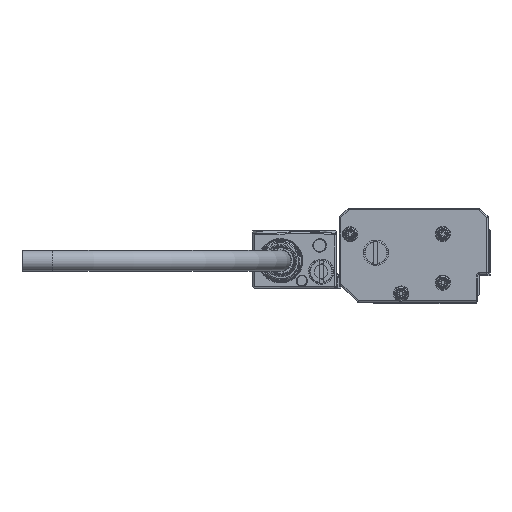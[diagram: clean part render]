
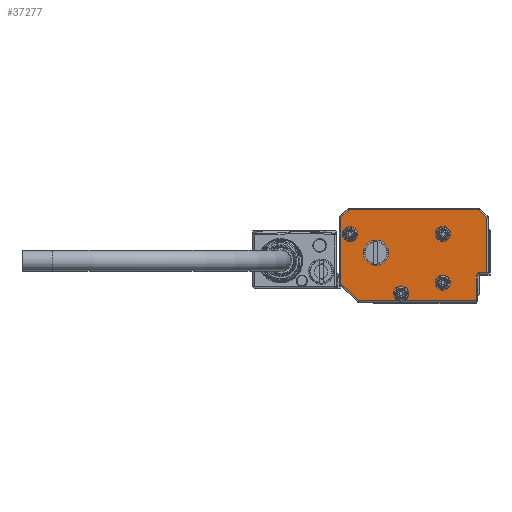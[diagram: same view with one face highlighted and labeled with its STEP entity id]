
A CAD part, left-side view. The second image highlights one B-rep face of the part: STEP entity #37277.
In plain terms, the highlighted planar face has unit normal (-1, 0, 0).
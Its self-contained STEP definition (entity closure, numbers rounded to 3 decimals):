
#37062=AXIS2_PLACEMENT_3D('Circle Axis2P3D',#37060,#37061,$) ;
#37090=AXIS2_PLACEMENT_3D('Circle Axis2P3D',#37088,#37089,$) ;
#37105=AXIS2_PLACEMENT_3D('Plane Axis2P3D',#37102,#37103,#37104) ;
#37109=AXIS2_PLACEMENT_3D('Circle Axis2P3D',#37107,#37108,$) ;
#37116=AXIS2_PLACEMENT_3D('Circle Axis2P3D',#37114,#37115,$) ;
#37123=AXIS2_PLACEMENT_3D('Circle Axis2P3D',#37121,#37122,$) ;
#37135=AXIS2_PLACEMENT_3D('Circle Axis2P3D',#37133,#37134,$) ;
#37207=AXIS2_PLACEMENT_3D('Circle Axis2P3D',#37205,#37206,$) ;
#37216=AXIS2_PLACEMENT_3D('Circle Axis2P3D',#37214,#37215,$) ;
#37225=AXIS2_PLACEMENT_3D('Circle Axis2P3D',#37223,#37224,$) ;
#37234=AXIS2_PLACEMENT_3D('Circle Axis2P3D',#37232,#37233,$) ;
#37243=AXIS2_PLACEMENT_3D('Circle Axis2P3D',#37241,#37242,$) ;
#37252=AXIS2_PLACEMENT_3D('Circle Axis2P3D',#37250,#37251,$) ;
#37261=AXIS2_PLACEMENT_3D('Circle Axis2P3D',#37259,#37260,$) ;
#37270=AXIS2_PLACEMENT_3D('Circle Axis2P3D',#37268,#37269,$) ;
#32294=CARTESIAN_POINT('Vertex',(-573.,8.4,-1.)) ;
#32296=CARTESIAN_POINT('Vertex',(-573.,7.,-1.)) ;
#32299=CARTESIAN_POINT('Line Origine',(-573.,3.5,-1.)) ;
#32303=CARTESIAN_POINT('Vertex',(-573.,21.793,-1.)) ;
#32315=CARTESIAN_POINT('Vertex',(-573.,-17.,-1.)) ;
#32318=CARTESIAN_POINT('Line Origine',(-573.,3.5,-1.)) ;
#37060=CARTESIAN_POINT('Axis2P3D Location',(-573.,7.7,1.4)) ;
#37064=CARTESIAN_POINT('Vertex',(-573.,5.2,1.4)) ;
#37085=CARTESIAN_POINT('Vertex',(-573.,9.894,0.201)) ;
#37088=CARTESIAN_POINT('Axis2P3D Location',(-573.,7.7,1.4)) ;
#37102=CARTESIAN_POINT('Axis2P3D Location',(-573.,-21.5,13.5)) ;
#37107=CARTESIAN_POINT('Axis2P3D Location',(-573.,7.7,1.4)) ;
#37111=CARTESIAN_POINT('Vertex',(-573.,10.2,1.4)) ;
#37114=CARTESIAN_POINT('Axis2P3D Location',(-573.,7.7,1.4)) ;
#37118=CARTESIAN_POINT('Vertex',(-573.,5.506,2.599)) ;
#37121=CARTESIAN_POINT('Axis2P3D Location',(-573.,7.7,1.4)) ;
#37126=CARTESIAN_POINT('Line Origine',(-573.,-17.,3.1)) ;
#37130=CARTESIAN_POINT('Vertex',(-573.,-17.,7.2)) ;
#37133=CARTESIAN_POINT('Axis2P3D Location',(-573.,-18.,7.2)) ;
#37137=CARTESIAN_POINT('Vertex',(-573.,-18.,8.2)) ;
#37140=CARTESIAN_POINT('Line Origine',(-573.,-19.25,8.2)) ;
#37144=CARTESIAN_POINT('Vertex',(-573.,-20.5,8.2)) ;
#37147=CARTESIAN_POINT('Line Origine',(-573.,-20.5,17.246)) ;
#37151=CARTESIAN_POINT('Vertex',(-573.,-20.5,26.293)) ;
#37154=CARTESIAN_POINT('Line Origine',(-573.,-19.146,27.646)) ;
#37158=CARTESIAN_POINT('Vertex',(-573.,-17.793,29.)) ;
#37161=CARTESIAN_POINT('Line Origine',(-573.,3.5,29.)) ;
#37165=CARTESIAN_POINT('Vertex',(-573.,24.793,29.)) ;
#37168=CARTESIAN_POINT('Line Origine',(-573.,26.146,27.646)) ;
#37172=CARTESIAN_POINT('Vertex',(-573.,27.5,26.293)) ;
#37175=CARTESIAN_POINT('Line Origine',(-573.,27.5,15.5)) ;
#37179=CARTESIAN_POINT('Vertex',(-573.,27.5,4.707)) ;
#37182=CARTESIAN_POINT('Line Origine',(-573.,24.646,1.854)) ;
#37205=CARTESIAN_POINT('Axis2P3D Location',(-573.,-6.,5.)) ;
#37209=CARTESIAN_POINT('Vertex',(-573.,-3.806,3.801)) ;
#37211=CARTESIAN_POINT('Vertex',(-573.,-8.194,6.199)) ;
#37214=CARTESIAN_POINT('Axis2P3D Location',(-573.,-6.,5.)) ;
#37223=CARTESIAN_POINT('Axis2P3D Location',(-573.,16.,14.8)) ;
#37227=CARTESIAN_POINT('Vertex',(-573.,11.85,14.8)) ;
#37229=CARTESIAN_POINT('Vertex',(-573.,20.15,14.8)) ;
#37232=CARTESIAN_POINT('Axis2P3D Location',(-573.,16.,14.8)) ;
#37241=CARTESIAN_POINT('Axis2P3D Location',(-573.,-6.,21.)) ;
#37245=CARTESIAN_POINT('Vertex',(-573.,-8.194,22.199)) ;
#37247=CARTESIAN_POINT('Vertex',(-573.,-3.806,19.801)) ;
#37250=CARTESIAN_POINT('Axis2P3D Location',(-573.,-6.,21.)) ;
#37259=CARTESIAN_POINT('Axis2P3D Location',(-573.,24.5,20.9)) ;
#37263=CARTESIAN_POINT('Vertex',(-573.,22.306,22.099)) ;
#37265=CARTESIAN_POINT('Vertex',(-573.,26.694,19.701)) ;
#37268=CARTESIAN_POINT('Axis2P3D Location',(-573.,24.5,20.9)) ;
#32300=DIRECTION('Vector Direction',(0.,1.,0.)) ;
#32319=DIRECTION('Vector Direction',(0.,1.,0.)) ;
#37061=DIRECTION('Axis2P3D Direction',(-1.,0.,0.)) ;
#37089=DIRECTION('Axis2P3D Direction',(-1.,0.,0.)) ;
#37103=DIRECTION('Axis2P3D Direction',(1.,0.,0.)) ;
#37104=DIRECTION('Axis2P3D XDirection',(0.,1.,0.)) ;
#37108=DIRECTION('Axis2P3D Direction',(1.,0.,0.)) ;
#37115=DIRECTION('Axis2P3D Direction',(1.,0.,0.)) ;
#37122=DIRECTION('Axis2P3D Direction',(1.,0.,0.)) ;
#37127=DIRECTION('Vector Direction',(0.,0.,1.)) ;
#37134=DIRECTION('Axis2P3D Direction',(1.,0.,0.)) ;
#37141=DIRECTION('Vector Direction',(0.,-1.,0.)) ;
#37148=DIRECTION('Vector Direction',(0.,0.,1.)) ;
#37155=DIRECTION('Vector Direction',(0.,-0.707,-0.707)) ;
#37162=DIRECTION('Vector Direction',(0.,1.,0.)) ;
#37169=DIRECTION('Vector Direction',(0.,0.707,-0.707)) ;
#37176=DIRECTION('Vector Direction',(0.,0.,-1.)) ;
#37183=DIRECTION('Vector Direction',(0.,-0.707,-0.707)) ;
#37206=DIRECTION('Axis2P3D Direction',(1.,0.,0.)) ;
#37215=DIRECTION('Axis2P3D Direction',(1.,0.,0.)) ;
#37224=DIRECTION('Axis2P3D Direction',(1.,0.,0.)) ;
#37233=DIRECTION('Axis2P3D Direction',(1.,0.,0.)) ;
#37242=DIRECTION('Axis2P3D Direction',(1.,0.,0.)) ;
#37251=DIRECTION('Axis2P3D Direction',(1.,0.,0.)) ;
#37260=DIRECTION('Axis2P3D Direction',(1.,0.,0.)) ;
#37269=DIRECTION('Axis2P3D Direction',(1.,0.,0.)) ;
#32301=VECTOR('Line Direction',#32300,1.) ;
#32320=VECTOR('Line Direction',#32319,1.) ;
#37128=VECTOR('Line Direction',#37127,1.) ;
#37142=VECTOR('Line Direction',#37141,1.) ;
#37149=VECTOR('Line Direction',#37148,1.) ;
#37156=VECTOR('Line Direction',#37155,1.) ;
#37163=VECTOR('Line Direction',#37162,1.) ;
#37170=VECTOR('Line Direction',#37169,1.) ;
#37177=VECTOR('Line Direction',#37176,1.) ;
#37184=VECTOR('Line Direction',#37183,1.) ;
#37188=ORIENTED_EDGE('',*,*,#37092,.T.) ;
#37189=ORIENTED_EDGE('',*,*,#37113,.T.) ;
#37190=ORIENTED_EDGE('',*,*,#37120,.T.) ;
#37191=ORIENTED_EDGE('',*,*,#37125,.T.) ;
#37192=ORIENTED_EDGE('',*,*,#37066,.T.) ;
#37193=ORIENTED_EDGE('',*,*,#32322,.F.) ;
#37194=ORIENTED_EDGE('',*,*,#37132,.F.) ;
#37195=ORIENTED_EDGE('',*,*,#37139,.F.) ;
#37196=ORIENTED_EDGE('',*,*,#37146,.F.) ;
#37197=ORIENTED_EDGE('',*,*,#37153,.F.) ;
#37198=ORIENTED_EDGE('',*,*,#37160,.F.) ;
#37199=ORIENTED_EDGE('',*,*,#37167,.F.) ;
#37200=ORIENTED_EDGE('',*,*,#37174,.F.) ;
#37201=ORIENTED_EDGE('',*,*,#37181,.F.) ;
#37202=ORIENTED_EDGE('',*,*,#37186,.F.) ;
#37203=ORIENTED_EDGE('',*,*,#32305,.F.) ;
#37220=ORIENTED_EDGE('',*,*,#37213,.T.) ;
#37221=ORIENTED_EDGE('',*,*,#37218,.T.) ;
#37238=ORIENTED_EDGE('',*,*,#37231,.T.) ;
#37239=ORIENTED_EDGE('',*,*,#37236,.T.) ;
#37256=ORIENTED_EDGE('',*,*,#37249,.T.) ;
#37257=ORIENTED_EDGE('',*,*,#37254,.T.) ;
#37274=ORIENTED_EDGE('',*,*,#37267,.T.) ;
#37275=ORIENTED_EDGE('',*,*,#37272,.T.) ;
#37222=FACE_BOUND('',#37219,.T.) ;
#37240=FACE_BOUND('',#37237,.T.) ;
#37258=FACE_BOUND('',#37255,.T.) ;
#37276=FACE_BOUND('',#37273,.T.) ;
#37277=ADVANCED_FACE('\X2\FF8AFF9FFF70FF82\X0\ \X2\FF8EFF9EFF83FF9EFF68FF70\X0\',(#37204,#37222,#37240,#37258,#37276),#37106,.F.) ;
#37063=CIRCLE('generated circle',#37062,2.5) ;
#37091=CIRCLE('generated circle',#37090,2.5) ;
#37110=CIRCLE('generated circle',#37109,2.5) ;
#37117=CIRCLE('generated circle',#37116,2.5) ;
#37124=CIRCLE('generated circle',#37123,2.5) ;
#37136=CIRCLE('generated circle',#37135,1.) ;
#37208=CIRCLE('generated circle',#37207,2.5) ;
#37217=CIRCLE('generated circle',#37216,2.5) ;
#37226=CIRCLE('generated circle',#37225,4.15) ;
#37235=CIRCLE('generated circle',#37234,4.15) ;
#37244=CIRCLE('generated circle',#37243,2.5) ;
#37253=CIRCLE('generated circle',#37252,2.5) ;
#37262=CIRCLE('generated circle',#37261,2.5) ;
#37271=CIRCLE('generated circle',#37270,2.5) ;
#32305=EDGE_CURVE('',#32295,#32304,#32302,.T.) ;
#32322=EDGE_CURVE('',#32316,#32297,#32321,.T.) ;
#37066=EDGE_CURVE('',#37065,#32297,#37063,.F.) ;
#37092=EDGE_CURVE('',#32295,#37086,#37091,.F.) ;
#37113=EDGE_CURVE('',#37086,#37112,#37110,.T.) ;
#37120=EDGE_CURVE('',#37112,#37119,#37117,.T.) ;
#37125=EDGE_CURVE('',#37119,#37065,#37124,.T.) ;
#37132=EDGE_CURVE('',#37131,#32316,#37129,.F.) ;
#37139=EDGE_CURVE('',#37138,#37131,#37136,.F.) ;
#37146=EDGE_CURVE('',#37145,#37138,#37143,.F.) ;
#37153=EDGE_CURVE('',#37152,#37145,#37150,.F.) ;
#37160=EDGE_CURVE('',#37159,#37152,#37157,.T.) ;
#37167=EDGE_CURVE('',#37166,#37159,#37164,.F.) ;
#37174=EDGE_CURVE('',#37173,#37166,#37171,.F.) ;
#37181=EDGE_CURVE('',#37180,#37173,#37178,.F.) ;
#37186=EDGE_CURVE('',#32304,#37180,#37185,.F.) ;
#37213=EDGE_CURVE('',#37210,#37212,#37208,.T.) ;
#37218=EDGE_CURVE('',#37212,#37210,#37217,.T.) ;
#37231=EDGE_CURVE('',#37228,#37230,#37226,.T.) ;
#37236=EDGE_CURVE('',#37230,#37228,#37235,.T.) ;
#37249=EDGE_CURVE('',#37246,#37248,#37244,.T.) ;
#37254=EDGE_CURVE('',#37248,#37246,#37253,.T.) ;
#37267=EDGE_CURVE('',#37264,#37266,#37262,.T.) ;
#37272=EDGE_CURVE('',#37266,#37264,#37271,.T.) ;
#37187=EDGE_LOOP('',(#37188,#37189,#37190,#37191,#37192,#37193,#37194,#37195,#37196,#37197,#37198,#37199,#37200,#37201,#37202,#37203)) ;
#37219=EDGE_LOOP('',(#37220,#37221)) ;
#37237=EDGE_LOOP('',(#37238,#37239)) ;
#37255=EDGE_LOOP('',(#37256,#37257)) ;
#37273=EDGE_LOOP('',(#37274,#37275)) ;
#37204=FACE_OUTER_BOUND('',#37187,.T.) ;
#32302=LINE('Line',#32299,#32301) ;
#32321=LINE('Line',#32318,#32320) ;
#37129=LINE('Line',#37126,#37128) ;
#37143=LINE('Line',#37140,#37142) ;
#37150=LINE('Line',#37147,#37149) ;
#37157=LINE('Line',#37154,#37156) ;
#37164=LINE('Line',#37161,#37163) ;
#37171=LINE('Line',#37168,#37170) ;
#37178=LINE('Line',#37175,#37177) ;
#37185=LINE('Line',#37182,#37184) ;
#37106=PLANE('Plane',#37105) ;
#32295=VERTEX_POINT('',#32294) ;
#32297=VERTEX_POINT('',#32296) ;
#32304=VERTEX_POINT('',#32303) ;
#32316=VERTEX_POINT('',#32315) ;
#37065=VERTEX_POINT('',#37064) ;
#37086=VERTEX_POINT('',#37085) ;
#37112=VERTEX_POINT('',#37111) ;
#37119=VERTEX_POINT('',#37118) ;
#37131=VERTEX_POINT('',#37130) ;
#37138=VERTEX_POINT('',#37137) ;
#37145=VERTEX_POINT('',#37144) ;
#37152=VERTEX_POINT('',#37151) ;
#37159=VERTEX_POINT('',#37158) ;
#37166=VERTEX_POINT('',#37165) ;
#37173=VERTEX_POINT('',#37172) ;
#37180=VERTEX_POINT('',#37179) ;
#37210=VERTEX_POINT('',#37209) ;
#37212=VERTEX_POINT('',#37211) ;
#37228=VERTEX_POINT('',#37227) ;
#37230=VERTEX_POINT('',#37229) ;
#37246=VERTEX_POINT('',#37245) ;
#37248=VERTEX_POINT('',#37247) ;
#37264=VERTEX_POINT('',#37263) ;
#37266=VERTEX_POINT('',#37265) ;
